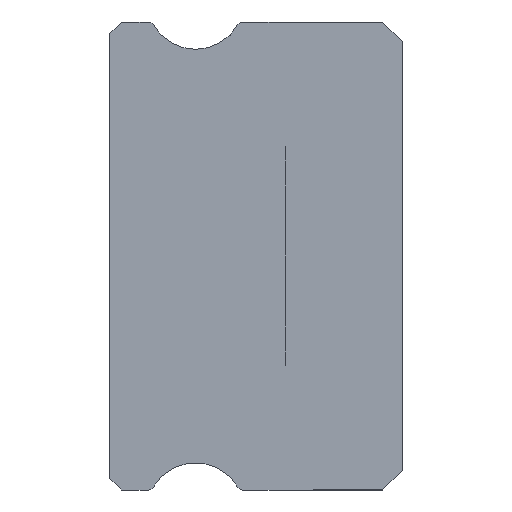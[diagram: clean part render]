
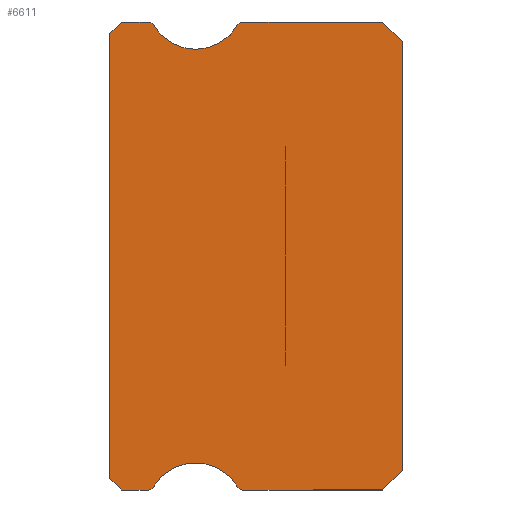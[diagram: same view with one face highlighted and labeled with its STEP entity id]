
A CAD part, left-side view. The second image highlights one B-rep face of the part: STEP entity #6611.
In plain terms, the highlighted planar face has unit normal (-1, 0, 0).
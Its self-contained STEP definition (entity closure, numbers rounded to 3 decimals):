
#44 = PLANE ( 'NONE',  #2254 ) ;
#122 = DIRECTION ( 'NONE',  ( 0., 0., -1. ) ) ;
#129 = CARTESIAN_POINT ( 'NONE',  ( -5., 5.3, 5.3 ) ) ;
#131 = ORIENTED_EDGE ( 'NONE', *, *, #6506, .F. ) ;
#239 = EDGE_CURVE ( 'NONE', #3231, #3567, #5972, .T. ) ;
#337 = LINE ( 'NONE', #1295, #6756 ) ;
#454 = ORIENTED_EDGE ( 'NONE', *, *, #2511, .T. ) ;
#497 = LINE ( 'NONE', #4657, #2596 ) ;
#551 = VECTOR ( 'NONE', #1017, 1000. ) ;
#562 = DIRECTION ( 'NONE',  ( 0., 0.707, -0.707 ) ) ;
#582 = VERTEX_POINT ( 'NONE', #847 ) ;
#625 = VERTEX_POINT ( 'NONE', #3768 ) ;
#727 = ORIENTED_EDGE ( 'NONE', *, *, #239, .F. ) ;
#746 = DIRECTION ( 'NONE',  ( -1., 0., 0. ) ) ;
#800 = AXIS2_PLACEMENT_3D ( 'NONE', #1318, #746, #1214 ) ;
#847 = CARTESIAN_POINT ( 'NONE',  ( -5., 7.5, -5.7 ) ) ;
#896 = CARTESIAN_POINT ( 'NONE',  ( -5., 0., 5.5 ) ) ;
#909 = CIRCLE ( 'NONE', #4866, 0.15 ) ;
#976 = VERTEX_POINT ( 'NONE', #6217 ) ;
#989 = CARTESIAN_POINT ( 'NONE',  ( -5., 0., -5.5 ) ) ;
#997 = VERTEX_POINT ( 'NONE', #2462 ) ;
#1017 = DIRECTION ( 'NONE',  ( 0., 1., 0. ) ) ;
#1028 = VECTOR ( 'NONE', #1399, 1000. ) ;
#1037 = CARTESIAN_POINT ( 'NONE',  ( -5., 4.088, 5.85 ) ) ;
#1057 = DIRECTION ( 'NONE',  ( 1., 0., 0. ) ) ;
#1125 = CIRCLE ( 'NONE', #5977, 0.15 ) ;
#1175 = ORIENTED_EDGE ( 'NONE', *, *, #1203, .T. ) ;
#1195 = CARTESIAN_POINT ( 'NONE',  ( -5., 5.3, 6.55 ) ) ;
#1203 = EDGE_CURVE ( 'NONE', #582, #1900, #1966, .T. ) ;
#1214 = DIRECTION ( 'NONE',  ( 0., 0., -1. ) ) ;
#1215 = CARTESIAN_POINT ( 'NONE',  ( -5., 4.217, 5.925 ) ) ;
#1295 = CARTESIAN_POINT ( 'NONE',  ( -5., 0.5, 6. ) ) ;
#1318 = CARTESIAN_POINT ( 'NONE',  ( -5., 5.3, 6.55 ) ) ;
#1375 = CARTESIAN_POINT ( 'NONE',  ( -5., 4.088, 6. ) ) ;
#1382 = DIRECTION ( 'NONE',  ( 1., 0., 0. ) ) ;
#1399 = DIRECTION ( 'NONE',  ( 0., 0., 1. ) ) ;
#1423 = CARTESIAN_POINT ( 'NONE',  ( -5., 6.512, -5.85 ) ) ;
#1528 = CARTESIAN_POINT ( 'NONE',  ( -5., 6.383, 5.925 ) ) ;
#1584 = VERTEX_POINT ( 'NONE', #989 ) ;
#1608 = FACE_OUTER_BOUND ( 'NONE', #5603, .T. ) ;
#1637 = CARTESIAN_POINT ( 'NONE',  ( -5., 7.2, 6. ) ) ;
#1655 = ORIENTED_EDGE ( 'NONE', *, *, #6174, .F. ) ;
#1783 = ORIENTED_EDGE ( 'NONE', *, *, #5587, .F. ) ;
#1882 = ORIENTED_EDGE ( 'NONE', *, *, #2535, .F. ) ;
#1886 = LINE ( 'NONE', #896, #1028 ) ;
#1900 = VERTEX_POINT ( 'NONE', #4123 ) ;
#1966 = LINE ( 'NONE', #2980, #3549 ) ;
#2039 = EDGE_CURVE ( 'NONE', #3607, #5658, #5934, .T. ) ;
#2130 = LINE ( 'NONE', #6959, #6051 ) ;
#2137 = VECTOR ( 'NONE', #5404, 1000. ) ;
#2236 = ORIENTED_EDGE ( 'NONE', *, *, #6007, .F. ) ;
#2254 = AXIS2_PLACEMENT_3D ( 'NONE', #3130, #1057, #4379 ) ;
#2389 = VERTEX_POINT ( 'NONE', #5906 ) ;
#2427 = DIRECTION ( 'NONE',  ( 1., 0., 0. ) ) ;
#2435 = CARTESIAN_POINT ( 'NONE',  ( -5., 0.5, 6. ) ) ;
#2462 = CARTESIAN_POINT ( 'NONE',  ( -5., 0.5, -6. ) ) ;
#2511 = EDGE_CURVE ( 'NONE', #6015, #6493, #2130, .T. ) ;
#2535 = EDGE_CURVE ( 'NONE', #582, #6493, #2595, .T. ) ;
#2545 = CARTESIAN_POINT ( 'NONE',  ( -5., 7.5, 5.7 ) ) ;
#2560 = VECTOR ( 'NONE', #3882, 1000. ) ;
#2576 = VERTEX_POINT ( 'NONE', #129 ) ;
#2595 = LINE ( 'NONE', #4763, #2560 ) ;
#2596 = VECTOR ( 'NONE', #5770, 1000. ) ;
#2708 = LINE ( 'NONE', #3735, #551 ) ;
#2831 = VERTEX_POINT ( 'NONE', #2896 ) ;
#2851 = DIRECTION ( 'NONE',  ( -1., 0., 0. ) ) ;
#2896 = CARTESIAN_POINT ( 'NONE',  ( -5., 0., 5.5 ) ) ;
#2980 = CARTESIAN_POINT ( 'NONE',  ( -5., 7.2, -6. ) ) ;
#2992 = DIRECTION ( 'NONE',  ( 0., 0., -1. ) ) ;
#3003 = AXIS2_PLACEMENT_3D ( 'NONE', #4838, #3122, #5390 ) ;
#3016 = EDGE_CURVE ( 'NONE', #1584, #997, #6099, .T. ) ;
#3122 = DIRECTION ( 'NONE',  ( -1., 0., 0. ) ) ;
#3126 = ORIENTED_EDGE ( 'NONE', *, *, #2039, .F. ) ;
#3130 = CARTESIAN_POINT ( 'NONE',  ( -5., 6.512, 5.85 ) ) ;
#3231 = VERTEX_POINT ( 'NONE', #1215 ) ;
#3240 = ORIENTED_EDGE ( 'NONE', *, *, #6641, .F. ) ;
#3479 = CARTESIAN_POINT ( 'NONE',  ( -5., 4.217, -5.925 ) ) ;
#3549 = VECTOR ( 'NONE', #6271, 1000. ) ;
#3567 = VERTEX_POINT ( 'NONE', #1375 ) ;
#3604 = ORIENTED_EDGE ( 'NONE', *, *, #6599, .T. ) ;
#3607 = VERTEX_POINT ( 'NONE', #3479 ) ;
#3631 = CARTESIAN_POINT ( 'NONE',  ( -5., 4.088, -5.85 ) ) ;
#3707 = AXIS2_PLACEMENT_3D ( 'NONE', #1195, #2851, #122 ) ;
#3735 = CARTESIAN_POINT ( 'NONE',  ( -5., 6.512, -6. ) ) ;
#3768 = CARTESIAN_POINT ( 'NONE',  ( -5., 6.512, 6. ) ) ;
#3882 = DIRECTION ( 'NONE',  ( 0., 0., 1. ) ) ;
#3921 = VERTEX_POINT ( 'NONE', #2435 ) ;
#3961 = LINE ( 'NONE', #5590, #5321 ) ;
#4045 = CIRCLE ( 'NONE', #5079, 0.15 ) ;
#4123 = CARTESIAN_POINT ( 'NONE',  ( -5., 7.2, -6. ) ) ;
#4132 = DIRECTION ( 'NONE',  ( 0., 0., -1. ) ) ;
#4156 = CARTESIAN_POINT ( 'NONE',  ( -5., 6.512, 5.85 ) ) ;
#4183 = DIRECTION ( 'NONE',  ( 0., 0.707, -0.707 ) ) ;
#4324 = EDGE_CURVE ( 'NONE', #1900, #2389, #497, .T. ) ;
#4379 = DIRECTION ( 'NONE',  ( 0., 0., -1. ) ) ;
#4478 = ORIENTED_EDGE ( 'NONE', *, *, #4584, .F. ) ;
#4506 = ORIENTED_EDGE ( 'NONE', *, *, #3016, .F. ) ;
#4569 = ORIENTED_EDGE ( 'NONE', *, *, #5735, .T. ) ;
#4584 = EDGE_CURVE ( 'NONE', #976, #3607, #4045, .T. ) ;
#4657 = CARTESIAN_POINT ( 'NONE',  ( -5., 6.512, -6. ) ) ;
#4701 = DIRECTION ( 'NONE',  ( 0., 0., -1. ) ) ;
#4763 = CARTESIAN_POINT ( 'NONE',  ( -5., 7.5, 5.85 ) ) ;
#4783 = LINE ( 'NONE', #1637, #2137 ) ;
#4838 = CARTESIAN_POINT ( 'NONE',  ( -5., 5.3, -6.55 ) ) ;
#4866 = AXIS2_PLACEMENT_3D ( 'NONE', #1423, #5134, #4132 ) ;
#4974 = AXIS2_PLACEMENT_3D ( 'NONE', #1037, #5976, #5341 ) ;
#4976 = EDGE_CURVE ( 'NONE', #3921, #2831, #337, .T. ) ;
#5007 = CARTESIAN_POINT ( 'NONE',  ( -5., 6.383, -5.925 ) ) ;
#5079 = AXIS2_PLACEMENT_3D ( 'NONE', #3631, #2427, #4701 ) ;
#5134 = DIRECTION ( 'NONE',  ( 1., 0., 0. ) ) ;
#5321 = VECTOR ( 'NONE', #5668, 1000. ) ;
#5341 = DIRECTION ( 'NONE',  ( 0., 0., -1. ) ) ;
#5390 = DIRECTION ( 'NONE',  ( 0., 0., -1. ) ) ;
#5404 = DIRECTION ( 'NONE',  ( 0., 1., 0. ) ) ;
#5406 = CARTESIAN_POINT ( 'NONE',  ( -5., 0., -5.5 ) ) ;
#5587 = EDGE_CURVE ( 'NONE', #3567, #3921, #3961, .T. ) ;
#5590 = CARTESIAN_POINT ( 'NONE',  ( -5., 6.512, 6. ) ) ;
#5603 = EDGE_LOOP ( 'NONE', ( #454, #1882, #1175, #6953, #131, #3126, #4478, #1655, #4506, #4569, #6537, #1783, #727, #5786, #3240, #2236, #3604 ) ) ;
#5608 = EDGE_CURVE ( 'NONE', #2576, #3231, #5990, .T. ) ;
#5658 = VERTEX_POINT ( 'NONE', #5007 ) ;
#5668 = DIRECTION ( 'NONE',  ( 0., -1., 0. ) ) ;
#5735 = EDGE_CURVE ( 'NONE', #1584, #2831, #1886, .T. ) ;
#5770 = DIRECTION ( 'NONE',  ( 0., -1., 0. ) ) ;
#5786 = ORIENTED_EDGE ( 'NONE', *, *, #5608, .F. ) ;
#5849 = CIRCLE ( 'NONE', #3707, 1.25 ) ;
#5906 = CARTESIAN_POINT ( 'NONE',  ( -5., 6.512, -6. ) ) ;
#5934 = CIRCLE ( 'NONE', #3003, 1.25 ) ;
#5972 = CIRCLE ( 'NONE', #4974, 0.15 ) ;
#5976 = DIRECTION ( 'NONE',  ( 1., 0., 0. ) ) ;
#5977 = AXIS2_PLACEMENT_3D ( 'NONE', #4156, #1382, #2992 ) ;
#5990 = CIRCLE ( 'NONE', #800, 1.25 ) ;
#6007 = EDGE_CURVE ( 'NONE', #625, #6183, #1125, .T. ) ;
#6015 = VERTEX_POINT ( 'NONE', #6773 ) ;
#6051 = VECTOR ( 'NONE', #4183, 1000. ) ;
#6099 = LINE ( 'NONE', #5406, #6429 ) ;
#6135 = DIRECTION ( 'NONE',  ( 0., -0.707, -0.707 ) ) ;
#6174 = EDGE_CURVE ( 'NONE', #997, #976, #2708, .T. ) ;
#6183 = VERTEX_POINT ( 'NONE', #1528 ) ;
#6217 = CARTESIAN_POINT ( 'NONE',  ( -5., 4.088, -6. ) ) ;
#6271 = DIRECTION ( 'NONE',  ( 0., -0.707, -0.707 ) ) ;
#6429 = VECTOR ( 'NONE', #562, 1000. ) ;
#6493 = VERTEX_POINT ( 'NONE', #2545 ) ;
#6506 = EDGE_CURVE ( 'NONE', #5658, #2389, #909, .T. ) ;
#6537 = ORIENTED_EDGE ( 'NONE', *, *, #4976, .F. ) ;
#6599 = EDGE_CURVE ( 'NONE', #625, #6015, #4783, .T. ) ;
#6611 = ADVANCED_FACE ( 'NONE', ( #1608 ), #44, .F. ) ;
#6641 = EDGE_CURVE ( 'NONE', #6183, #2576, #5849, .T. ) ;
#6756 = VECTOR ( 'NONE', #6135, 1000. ) ;
#6773 = CARTESIAN_POINT ( 'NONE',  ( -5., 7.2, 6. ) ) ;
#6953 = ORIENTED_EDGE ( 'NONE', *, *, #4324, .T. ) ;
#6959 = CARTESIAN_POINT ( 'NONE',  ( -5., 7.5, 5.7 ) ) ;
